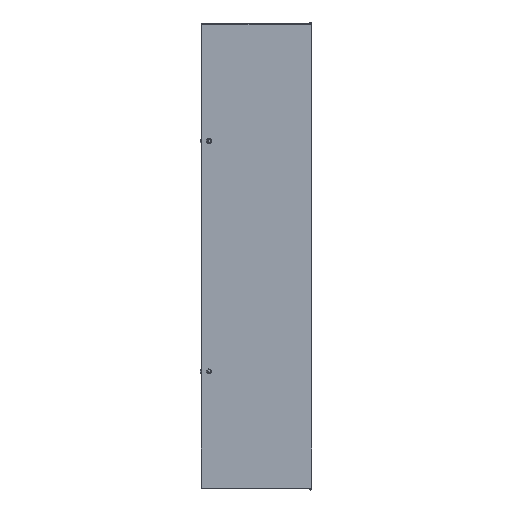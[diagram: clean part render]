
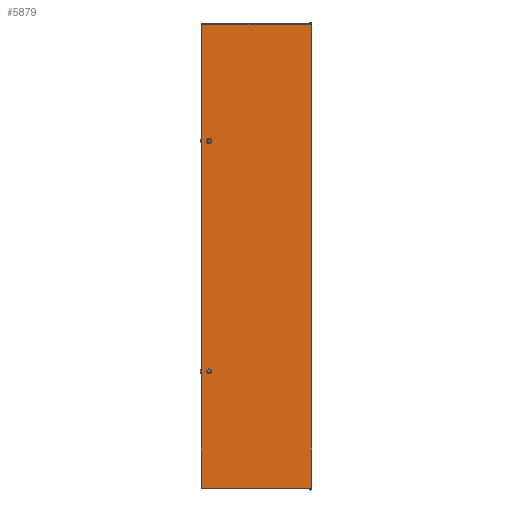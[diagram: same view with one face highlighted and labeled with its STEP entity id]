
A CAD part, top view. The second image highlights one B-rep face of the part: STEP entity #5879.
In plain terms, the highlighted planar face has unit normal (0, 0, 1).
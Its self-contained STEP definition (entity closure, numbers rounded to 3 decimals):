
#25 = CARTESIAN_POINT ( 'NONE',  ( -253.407, 1061.232, 9.598 ) ) ;
#72 = CIRCLE ( 'NONE', #5147, 9.5 ) ;
#90 = CARTESIAN_POINT ( 'NONE',  ( -212.407, -533.93, 9.598 ) ) ;
#374 = CARTESIAN_POINT ( 'NONE',  ( -212.407, -533.93, 9.598 ) ) ;
#508 = DIRECTION ( 'NONE',  ( 0., 1., 0. ) ) ;
#527 = CIRCLE ( 'NONE', #4462, 9.5 ) ;
#536 = DIRECTION ( 'NONE',  ( 1., 0., 0. ) ) ;
#555 = PLANE ( 'NONE',  #3188 ) ;
#693 = CARTESIAN_POINT ( 'NONE',  ( -228.407, -533.93, 9.598 ) ) ;
#713 = VECTOR ( 'NONE', #4309, 1000. ) ;
#919 = ORIENTED_EDGE ( 'NONE', *, *, #1686, .F. ) ;
#1141 = DIRECTION ( 'NONE',  ( 1., 0., 0. ) ) ;
#1242 = EDGE_CURVE ( 'NONE', #7488, #1294, #3339, .T. ) ;
#1245 = CARTESIAN_POINT ( 'NONE',  ( -228.407, 531.817, 9.598 ) ) ;
#1246 = CARTESIAN_POINT ( 'NONE',  ( -220.407, 526.694, 9.598 ) ) ;
#1294 = VERTEX_POINT ( 'NONE', #5590 ) ;
#1303 = CARTESIAN_POINT ( 'NONE',  ( -228.407, -523.683, 9.598 ) ) ;
#1318 = ORIENTED_EDGE ( 'NONE', *, *, #2172, .T. ) ;
#1365 = LINE ( 'NONE', #1245, #713 ) ;
#1521 = CARTESIAN_POINT ( 'NONE',  ( -212.407, 531.817, 9.598 ) ) ;
#1625 = ORIENTED_EDGE ( 'NONE', *, *, #1242, .F. ) ;
#1686 = EDGE_CURVE ( 'NONE', #1294, #2634, #1365, .T. ) ;
#1728 = CARTESIAN_POINT ( 'NONE',  ( -212.407, 521.57, 9.598 ) ) ;
#1889 = ORIENTED_EDGE ( 'NONE', *, *, #7085, .F. ) ;
#1921 = CARTESIAN_POINT ( 'NONE',  ( -220.407, 526.694, 9.598 ) ) ;
#1992 = DIRECTION ( 'NONE',  ( 0., 0., -1. ) ) ;
#2033 = CARTESIAN_POINT ( 'NONE',  ( -253.407, 1060.444, 9.598 ) ) ;
#2072 = VECTOR ( 'NONE', #6946, 1000. ) ;
#2162 = VECTOR ( 'NONE', #6330, 1000. ) ;
#2172 = EDGE_CURVE ( 'NONE', #6160, #7374, #7457, .T. ) ;
#2214 = LINE ( 'NONE', #5209, #3438 ) ;
#2294 = AXIS2_PLACEMENT_3D ( 'NONE', #4941, #1992, #7428 ) ;
#2350 = VECTOR ( 'NONE', #1141, 1000. ) ;
#2634 = VERTEX_POINT ( 'NONE', #4600 ) ;
#2791 = CARTESIAN_POINT ( 'NONE',  ( 248.593, -1063.344, 9.598 ) ) ;
#2816 = CARTESIAN_POINT ( 'NONE',  ( 248.593, -1062.556, 9.598 ) ) ;
#2933 = VERTEX_POINT ( 'NONE', #2033 ) ;
#2961 = CARTESIAN_POINT ( 'NONE',  ( -2.407, -1.056, 9.598 ) ) ;
#3020 = DIRECTION ( 'NONE',  ( 1., 0., 0. ) ) ;
#3077 = VECTOR ( 'NONE', #7354, 1000. ) ;
#3152 = ORIENTED_EDGE ( 'NONE', *, *, #4546, .T. ) ;
#3188 = AXIS2_PLACEMENT_3D ( 'NONE', #2961, #7891, #5403 ) ;
#3339 = CIRCLE ( 'NONE', #7444, 9.5 ) ;
#3438 = VECTOR ( 'NONE', #6475, 1000. ) ;
#3535 = EDGE_CURVE ( 'NONE', #7572, #6053, #6513, .T. ) ;
#3631 = DIRECTION ( 'NONE',  ( 0., 0., 1. ) ) ;
#3660 = CARTESIAN_POINT ( 'NONE',  ( -212.407, 531.817, 9.598 ) ) ;
#3857 = ORIENTED_EDGE ( 'NONE', *, *, #6976, .T. ) ;
#3938 = LINE ( 'NONE', #374, #2162 ) ;
#3957 = LINE ( 'NONE', #2791, #6888 ) ;
#4009 = EDGE_CURVE ( 'NONE', #4909, #7572, #527, .T. ) ;
#4031 = VERTEX_POINT ( 'NONE', #5668 ) ;
#4309 = DIRECTION ( 'NONE',  ( 0., -1., 0. ) ) ;
#4404 = EDGE_CURVE ( 'NONE', #5960, #4909, #3938, .T. ) ;
#4419 = CARTESIAN_POINT ( 'NONE',  ( -254.195, -1062.556, 9.598 ) ) ;
#4462 = AXIS2_PLACEMENT_3D ( 'NONE', #4834, #6663, #3020 ) ;
#4532 = DIRECTION ( 'NONE',  ( 0., 1., 0. ) ) ;
#4546 = EDGE_CURVE ( 'NONE', #6053, #5960, #6118, .T. ) ;
#4579 = ORIENTED_EDGE ( 'NONE', *, *, #4404, .T. ) ;
#4600 = CARTESIAN_POINT ( 'NONE',  ( -228.407, 521.57, 9.598 ) ) ;
#4625 = FACE_OUTER_BOUND ( 'NONE', #7535, .T. ) ;
#4648 = CARTESIAN_POINT ( 'NONE',  ( -253.407, -1062.556, 9.598 ) ) ;
#4690 = EDGE_CURVE ( 'NONE', #4031, #2933, #2214, .T. ) ;
#4813 = FACE_BOUND ( 'NONE', #4887, .T. ) ;
#4834 = CARTESIAN_POINT ( 'NONE',  ( -220.407, -528.806, 9.598 ) ) ;
#4887 = EDGE_LOOP ( 'NONE', ( #1625, #1889, #5241, #919 ) ) ;
#4909 = VERTEX_POINT ( 'NONE', #90 ) ;
#4941 = CARTESIAN_POINT ( 'NONE',  ( -220.407, -528.806, 9.598 ) ) ;
#5086 = ORIENTED_EDGE ( 'NONE', *, *, #3535, .T. ) ;
#5105 = ORIENTED_EDGE ( 'NONE', *, *, #4690, .T. ) ;
#5147 = AXIS2_PLACEMENT_3D ( 'NONE', #1246, #3631, #536 ) ;
#5161 = VERTEX_POINT ( 'NONE', #1728 ) ;
#5209 = CARTESIAN_POINT ( 'NONE',  ( 249.38, 1060.444, 9.598 ) ) ;
#5241 = ORIENTED_EDGE ( 'NONE', *, *, #7797, .F. ) ;
#5403 = DIRECTION ( 'NONE',  ( 1., 0., 0. ) ) ;
#5507 = LINE ( 'NONE', #25, #3077 ) ;
#5519 = CARTESIAN_POINT ( 'NONE',  ( -212.407, -523.683, 9.598 ) ) ;
#5590 = CARTESIAN_POINT ( 'NONE',  ( -228.407, 531.817, 9.598 ) ) ;
#5606 = ORIENTED_EDGE ( 'NONE', *, *, #6104, .T. ) ;
#5668 = CARTESIAN_POINT ( 'NONE',  ( 248.593, 1060.444, 9.598 ) ) ;
#5879 = ADVANCED_FACE ( 'NONE', ( #4813, #4625, #7282 ), #555, .T. ) ;
#5960 = VERTEX_POINT ( 'NONE', #5519 ) ;
#5970 = VECTOR ( 'NONE', #508, 1000. ) ;
#6053 = VERTEX_POINT ( 'NONE', #1303 ) ;
#6104 = EDGE_CURVE ( 'NONE', #7374, #4031, #3957, .T. ) ;
#6118 = CIRCLE ( 'NONE', #2294, 9.5 ) ;
#6160 = VERTEX_POINT ( 'NONE', #4648 ) ;
#6330 = DIRECTION ( 'NONE',  ( 0., -1., 0. ) ) ;
#6394 = CARTESIAN_POINT ( 'NONE',  ( -228.407, -533.93, 9.598 ) ) ;
#6475 = DIRECTION ( 'NONE',  ( -1., 0., 0. ) ) ;
#6513 = LINE ( 'NONE', #6394, #5970 ) ;
#6554 = ORIENTED_EDGE ( 'NONE', *, *, #4009, .T. ) ;
#6663 = DIRECTION ( 'NONE',  ( 0., 0., -1. ) ) ;
#6847 = EDGE_LOOP ( 'NONE', ( #4579, #6554, #5086, #3152 ) ) ;
#6888 = VECTOR ( 'NONE', #4532, 1000. ) ;
#6946 = DIRECTION ( 'NONE',  ( 0., 1., 0. ) ) ;
#6976 = EDGE_CURVE ( 'NONE', #2933, #6160, #5507, .T. ) ;
#6977 = LINE ( 'NONE', #1521, #2072 ) ;
#7085 = EDGE_CURVE ( 'NONE', #5161, #7488, #6977, .T. ) ;
#7282 = FACE_BOUND ( 'NONE', #6847, .T. ) ;
#7354 = DIRECTION ( 'NONE',  ( 0., -1., 0. ) ) ;
#7357 = DIRECTION ( 'NONE',  ( 0., 0., 1. ) ) ;
#7374 = VERTEX_POINT ( 'NONE', #2816 ) ;
#7393 = DIRECTION ( 'NONE',  ( 1., 0., 0. ) ) ;
#7428 = DIRECTION ( 'NONE',  ( 1., 0., 0. ) ) ;
#7444 = AXIS2_PLACEMENT_3D ( 'NONE', #1921, #7357, #7393 ) ;
#7457 = LINE ( 'NONE', #4419, #2350 ) ;
#7488 = VERTEX_POINT ( 'NONE', #3660 ) ;
#7535 = EDGE_LOOP ( 'NONE', ( #3857, #1318, #5606, #5105 ) ) ;
#7572 = VERTEX_POINT ( 'NONE', #693 ) ;
#7797 = EDGE_CURVE ( 'NONE', #2634, #5161, #72, .T. ) ;
#7891 = DIRECTION ( 'NONE',  ( 0., 0., 1. ) ) ;
